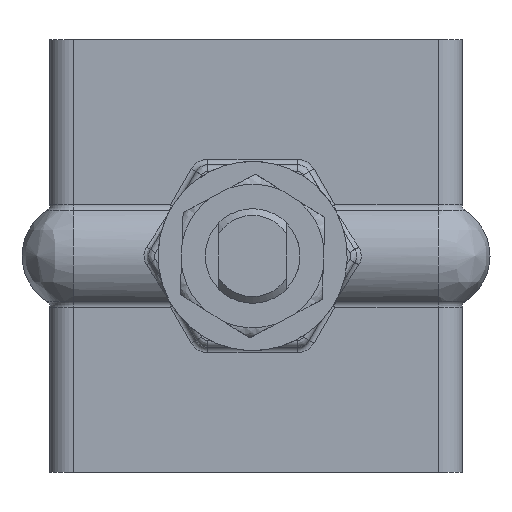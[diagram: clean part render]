
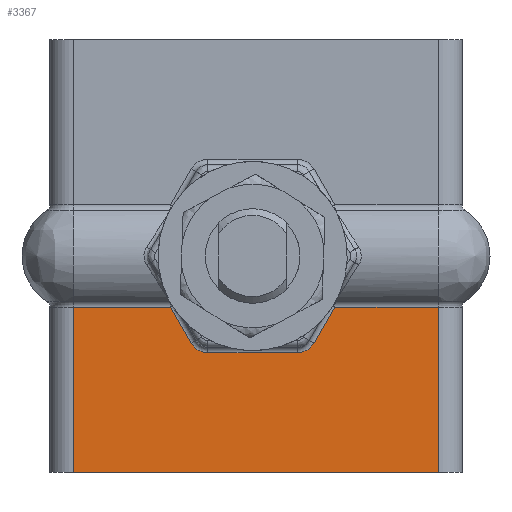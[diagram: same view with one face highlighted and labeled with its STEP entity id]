
A CAD part, left-side view. The second image highlights one B-rep face of the part: STEP entity #3367.
In plain terms, the highlighted planar face has unit normal (-1, 0, 0).
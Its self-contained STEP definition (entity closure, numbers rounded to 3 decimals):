
#146=PLANE('',#3751);
#347=FACE_OUTER_BOUND('',#564,.T.);
#564=EDGE_LOOP('',(#2391,#2392,#2393,#2394,#2395,#2396,#2397,#2398,#2399,
#2400));
#765=LINE('',#5739,#976);
#766=LINE('',#5750,#977);
#768=LINE('',#5762,#979);
#770=LINE('',#5855,#981);
#772=LINE('',#5861,#983);
#773=LINE('',#5863,#984);
#774=LINE('',#5865,#985);
#775=LINE('',#5866,#986);
#976=VECTOR('',#4265,10.);
#977=VECTOR('',#4278,10.);
#979=VECTOR('',#4292,10.);
#981=VECTOR('',#4308,10.);
#983=VECTOR('',#4314,10.);
#984=VECTOR('',#4315,10.);
#985=VECTOR('',#4316,10.);
#986=VECTOR('',#4317,10.);
#1208=CIRCLE('',#3733,2.8);
#1212=CIRCLE('',#3739,2.8);
#1423=VERTEX_POINT('',#5733);
#1424=VERTEX_POINT('',#5737);
#1426=VERTEX_POINT('',#5742);
#1428=VERTEX_POINT('',#5748);
#1430=VERTEX_POINT('',#5754);
#1432=VERTEX_POINT('',#5760);
#1436=VERTEX_POINT('',#5854);
#1438=VERTEX_POINT('',#5860);
#1439=VERTEX_POINT('',#5862);
#1440=VERTEX_POINT('',#5864);
#1771=EDGE_CURVE('',#1424,#1423,#765,.T.);
#1773=EDGE_CURVE('',#1426,#1424,#1208,.T.);
#1776=EDGE_CURVE('',#1428,#1426,#766,.T.);
#1779=EDGE_CURVE('',#1430,#1428,#1212,.T.);
#1782=EDGE_CURVE('',#1432,#1430,#768,.T.);
#1791=EDGE_CURVE('',#1423,#1436,#770,.T.);
#1794=EDGE_CURVE('',#1438,#1432,#772,.T.);
#1795=EDGE_CURVE('',#1439,#1438,#773,.T.);
#1796=EDGE_CURVE('',#1439,#1440,#774,.T.);
#1797=EDGE_CURVE('',#1440,#1436,#775,.T.);
#2391=ORIENTED_EDGE('',*,*,#1771,.F.);
#2392=ORIENTED_EDGE('',*,*,#1773,.F.);
#2393=ORIENTED_EDGE('',*,*,#1776,.F.);
#2394=ORIENTED_EDGE('',*,*,#1779,.F.);
#2395=ORIENTED_EDGE('',*,*,#1782,.F.);
#2396=ORIENTED_EDGE('',*,*,#1794,.F.);
#2397=ORIENTED_EDGE('',*,*,#1795,.F.);
#2398=ORIENTED_EDGE('',*,*,#1796,.T.);
#2399=ORIENTED_EDGE('',*,*,#1797,.T.);
#2400=ORIENTED_EDGE('',*,*,#1791,.F.);
#3367=ADVANCED_FACE('',(#347),#146,.T.);
#3733=AXIS2_PLACEMENT_3D('',#5744,#4270,#4271);
#3739=AXIS2_PLACEMENT_3D('',#5756,#4284,#4285);
#3751=AXIS2_PLACEMENT_3D('',#5859,#4312,#4313);
#4265=DIRECTION('',(0.,-0.5,0.866));
#4270=DIRECTION('center_axis',(-1.,0.,0.));
#4271=DIRECTION('ref_axis',(0.,-0.5,-0.866));
#4278=DIRECTION('',(0.,-1.,0.));
#4284=DIRECTION('center_axis',(-1.,0.,0.));
#4285=DIRECTION('ref_axis',(0.,0.5,-0.866));
#4292=DIRECTION('',(0.,-0.5,-0.866));
#4308=DIRECTION('',(0.,-1.,0.));
#4312=DIRECTION('center_axis',(-1.,0.,0.));
#4313=DIRECTION('ref_axis',(0.,0.,1.));
#4314=DIRECTION('',(0.,-1.,0.));
#4315=DIRECTION('',(0.,0.,1.));
#4316=DIRECTION('',(0.,-1.,0.));
#4317=DIRECTION('',(0.,0.,1.));
#5733=CARTESIAN_POINT('',(-2.5,16.356,24.433));
#5737=CARTESIAN_POINT('',(-2.5,19.436,19.1));
#5739=CARTESIAN_POINT('',(-2.5,21.555,15.429));
#5742=CARTESIAN_POINT('',(-2.5,21.86,17.7));
#5744=CARTESIAN_POINT('Origin',(-2.5,21.86,20.5));
#5748=CARTESIAN_POINT('',(-2.5,35.14,17.7));
#5750=CARTESIAN_POINT('',(-2.5,18.647,17.7));
#5754=CARTESIAN_POINT('',(-2.5,37.564,19.1));
#5756=CARTESIAN_POINT('Origin',(-2.5,35.14,20.5));
#5760=CARTESIAN_POINT('',(-2.5,40.644,24.433));
#5762=CARTESIAN_POINT('',(-2.5,32.467,10.271));
#5854=CARTESIAN_POINT('',(-2.5,1.,24.433));
#5855=CARTESIAN_POINT('',(-2.5,55.,24.433));
#5859=CARTESIAN_POINT('Origin',(-2.5,1.,0.));
#5860=CARTESIAN_POINT('',(-2.5,55.,24.433));
#5861=CARTESIAN_POINT('',(-2.5,55.,24.433));
#5862=CARTESIAN_POINT('',(-2.5,55.,0.));
#5863=CARTESIAN_POINT('',(-2.5,55.,0.));
#5864=CARTESIAN_POINT('',(-2.5,1.,0.));
#5865=CARTESIAN_POINT('',(-2.5,55.,0.));
#5866=CARTESIAN_POINT('',(-2.5,1.,0.));
